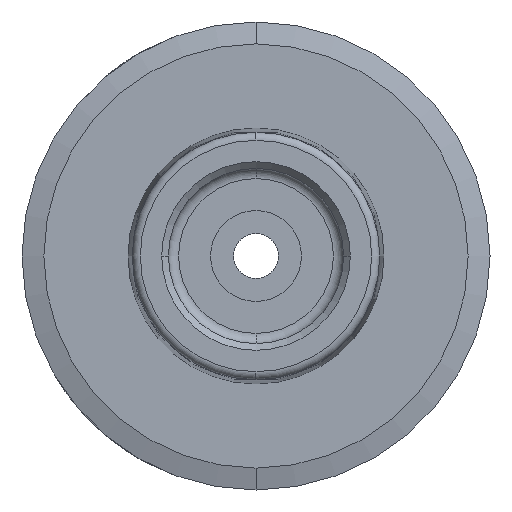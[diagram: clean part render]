
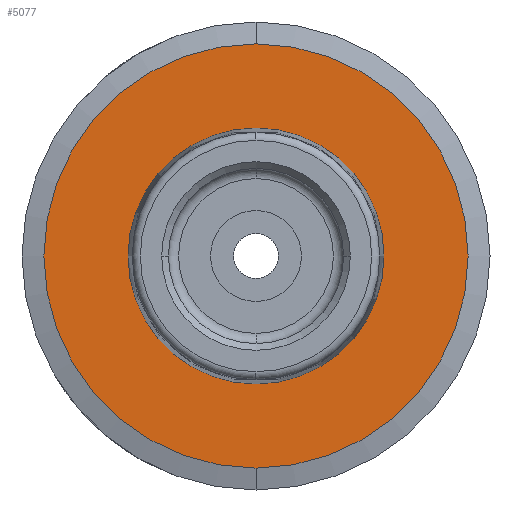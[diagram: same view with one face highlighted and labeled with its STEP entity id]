
A CAD part, left-side view. The second image highlights one B-rep face of the part: STEP entity #5077.
In plain terms, the highlighted planar face has unit normal (-1, 0, 0).
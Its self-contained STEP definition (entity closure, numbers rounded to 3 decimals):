
#4998=CARTESIAN_POINT('',(-45.,31.5,-0.));
#4999=VERTEX_POINT('',#4998);
#5006=CARTESIAN_POINT('',(-45.,-31.5,-0.));
#5007=VERTEX_POINT('',#5006);
#5008=CARTESIAN_POINT('',(-45.,0.,-0.));
#5009=DIRECTION('',(1.,0.,0.));
#5010=DIRECTION('',(-0.,1.,-0.));
#5011=AXIS2_PLACEMENT_3D('',#5008,#5009,#5010);
#5012=CIRCLE('',#5011,31.5);
#5013=EDGE_CURVE('',#4999,#5007,#5012,.T.);
#5042=CARTESIAN_POINT('',(-45.,25.252,-0.));
#5043=DIRECTION('',(-1.,-0.,-0.));
#5044=DIRECTION('',(-0.,0.,1.));
#5045=AXIS2_PLACEMENT_3D('',#5042,#5043,#5044);
#5046=PLANE('',#5045);
#5047=ORIENTED_EDGE('',*,*,#5013,.F.);
#5048=CARTESIAN_POINT('',(-45.,0.,-0.));
#5049=DIRECTION('',(1.,0.,0.));
#5050=DIRECTION('',(-0.,1.,-0.));
#5051=AXIS2_PLACEMENT_3D('',#5048,#5049,#5050);
#5052=CIRCLE('',#5051,31.5);
#5053=EDGE_CURVE('',#5007,#4999,#5052,.T.);
#5054=ORIENTED_EDGE('',*,*,#5053,.F.);
#5055=EDGE_LOOP('',(#5047,#5054));
#5056=FACE_BOUND('',#5055,.T.);
#5057=CARTESIAN_POINT('',(-45.,-19.005,-0.));
#5058=VERTEX_POINT('',#5057);
#5059=CARTESIAN_POINT('',(-45.,19.005,-0.));
#5060=VERTEX_POINT('',#5059);
#5061=CARTESIAN_POINT('',(-45.,0.,-0.));
#5062=DIRECTION('',(1.,0.,0.));
#5063=DIRECTION('',(-0.,1.,-0.));
#5064=AXIS2_PLACEMENT_3D('',#5061,#5062,#5063);
#5065=CIRCLE('',#5064,19.005);
#5066=EDGE_CURVE('',#5058,#5060,#5065,.T.);
#5067=ORIENTED_EDGE('',*,*,#5066,.T.);
#5068=CARTESIAN_POINT('',(-45.,0.,-0.));
#5069=DIRECTION('',(1.,0.,0.));
#5070=DIRECTION('',(-0.,1.,-0.));
#5071=AXIS2_PLACEMENT_3D('',#5068,#5069,#5070);
#5072=CIRCLE('',#5071,19.005);
#5073=EDGE_CURVE('',#5060,#5058,#5072,.T.);
#5074=ORIENTED_EDGE('',*,*,#5073,.T.);
#5075=EDGE_LOOP('',(#5067,#5074));
#5076=FACE_BOUND('',#5075,.T.);
#5077=ADVANCED_FACE('',(#5056,#5076),#5046,.T.);
